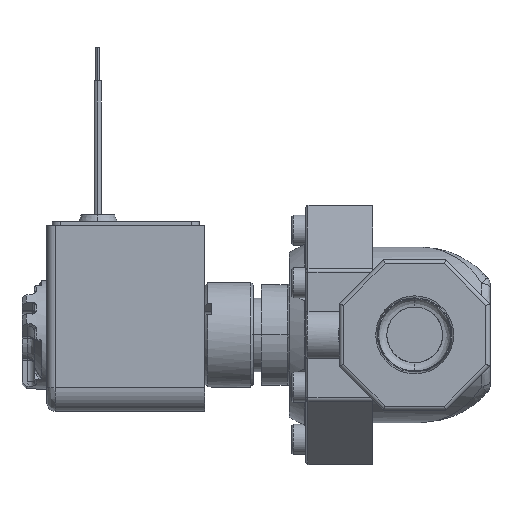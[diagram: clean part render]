
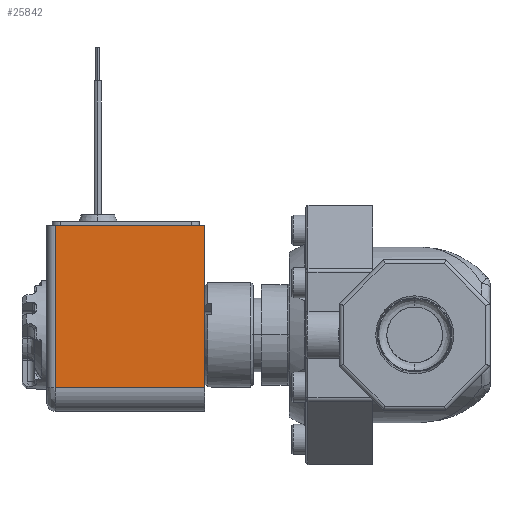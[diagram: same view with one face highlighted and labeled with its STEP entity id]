
A CAD part, left-side view. The second image highlights one B-rep face of the part: STEP entity #25842.
In plain terms, the highlighted planar face has unit normal (-1, 0, 0).
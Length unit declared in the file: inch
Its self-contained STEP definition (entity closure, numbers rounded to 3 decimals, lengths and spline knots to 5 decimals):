
#2473 = DIRECTION ( 'NONE',  ( 0., 0., 1. ) ) ;
#2863 = VERTEX_POINT ( 'NONE', #12246 ) ;
#3157 = ORIENTED_EDGE ( 'NONE', *, *, #12245, .F. ) ;
#5670 = CARTESIAN_POINT ( 'NONE',  ( -0.5805, 1.5675, 0.816 ) ) ;
#9446 = DIRECTION ( 'NONE',  ( -1., 0., 0. ) ) ;
#12245 = EDGE_CURVE ( 'NONE', #2863, #48065, #36910, .T. ) ;
#12246 = CARTESIAN_POINT ( 'NONE',  ( -0.5805, 1.5675, -0.395 ) ) ;
#12760 = LINE ( 'NONE', #16508, #47757 ) ;
#12831 = CARTESIAN_POINT ( 'NONE',  ( -0.5805, 1.5675, -0.395 ) ) ;
#15695 = EDGE_CURVE ( 'NONE', #27328, #48065, #12760, .T. ) ;
#16508 = CARTESIAN_POINT ( 'NONE',  ( -0.5805, 2.6865, 0.816 ) ) ;
#17018 = CARTESIAN_POINT ( 'NONE',  ( -0.5805, 1.5675, 0.816 ) ) ;
#18380 = ORIENTED_EDGE ( 'NONE', *, *, #15695, .T. ) ;
#21466 = LINE ( 'NONE', #41560, #43538 ) ;
#22238 = FACE_OUTER_BOUND ( 'NONE', #27186, .T. ) ;
#22786 = PLANE ( 'NONE',  #24575 ) ;
#24575 = AXIS2_PLACEMENT_3D ( 'NONE', #5670, #9446, #2473 ) ;
#25328 = VECTOR ( 'NONE', #29649, 39.37008 ) ;
#25842 = ADVANCED_FACE ( 'NONE', ( #22238 ), #22786, .T. ) ;
#26377 = VERTEX_POINT ( 'NONE', #17018 ) ;
#27186 = EDGE_LOOP ( 'NONE', ( #47385, #44966, #18380, #3157 ) ) ;
#27328 = VERTEX_POINT ( 'NONE', #43352 ) ;
#28498 = CARTESIAN_POINT ( 'NONE',  ( -0.5805, 1.5675, 0.816 ) ) ;
#29649 = DIRECTION ( 'NONE',  ( 0., 1., 0. ) ) ;
#31978 = DIRECTION ( 'NONE',  ( 0., -1., 0. ) ) ;
#33082 = DIRECTION ( 'NONE',  ( 0., 0., -1. ) ) ;
#33265 = DIRECTION ( 'NONE',  ( 0., 0., 1. ) ) ;
#36108 = EDGE_CURVE ( 'NONE', #27328, #26377, #49104, .T. ) ;
#36910 = LINE ( 'NONE', #12831, #25328 ) ;
#39139 = EDGE_CURVE ( 'NONE', #2863, #26377, #21466, .T. ) ;
#41560 = CARTESIAN_POINT ( 'NONE',  ( -0.5805, 1.5675, 0.122 ) ) ;
#43352 = CARTESIAN_POINT ( 'NONE',  ( -0.5805, 2.6865, 0.816 ) ) ;
#43538 = VECTOR ( 'NONE', #33265, 39.37008 ) ;
#44966 = ORIENTED_EDGE ( 'NONE', *, *, #36108, .F. ) ;
#46041 = VECTOR ( 'NONE', #31978, 39.37008 ) ;
#47385 = ORIENTED_EDGE ( 'NONE', *, *, #39139, .T. ) ;
#47757 = VECTOR ( 'NONE', #33082, 39.37008 ) ;
#48065 = VERTEX_POINT ( 'NONE', #52272 ) ;
#49104 = LINE ( 'NONE', #28498, #46041 ) ;
#52272 = CARTESIAN_POINT ( 'NONE',  ( -0.5805, 2.6865, -0.395 ) ) ;
